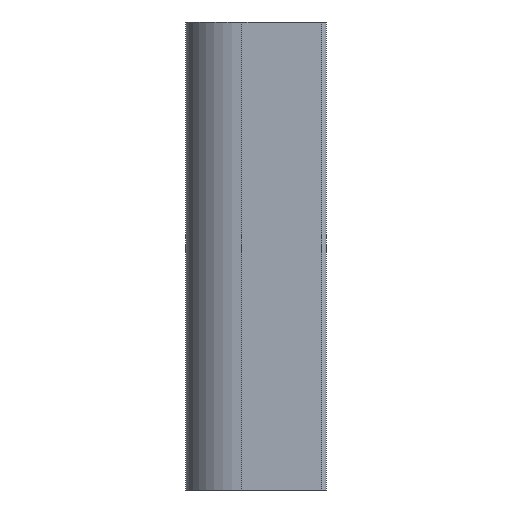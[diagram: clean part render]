
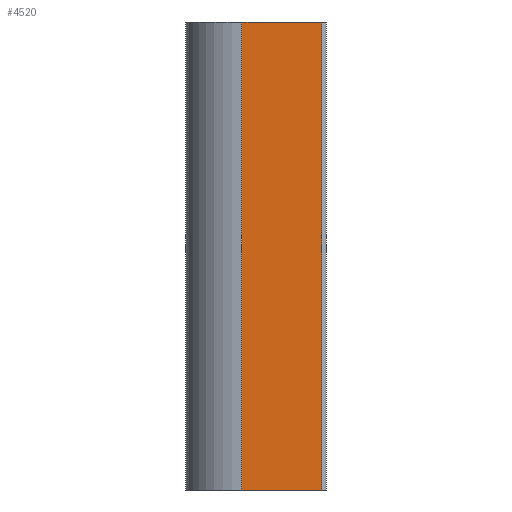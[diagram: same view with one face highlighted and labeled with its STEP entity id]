
A CAD part, front view. The second image highlights one B-rep face of the part: STEP entity #4520.
In plain terms, the highlighted face is planar.
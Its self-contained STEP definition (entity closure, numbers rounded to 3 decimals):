
#1960=CARTESIAN_POINT('',(-21.92,-3.684,-34.5)
);
#1970=VERTEX_POINT('',#1960);
#4090=CARTESIAN_POINT('',(-21.92,-20.684,-34.5));
#4100=VERTEX_POINT('',#4090);
#4130=CARTESIAN_POINT('',(-21.92,-21.684,-34.5)
);
#4140=DIRECTION('',(0.,1.,0.));
#4150=VECTOR('',#4140,1.);
#4160=LINE('',#4130,#4150);
#4170=EDGE_CURVE('',#4100,#1970,#4160,.T.);
#4220=CARTESIAN_POINT('',(-21.92,-21.684,0.));
#4230=DIRECTION('',(-1.,0.,0.));
#4240=DIRECTION('',(0.,1.,0.));
#4250=AXIS2_PLACEMENT_3D('',#4220,#4230,#4240);
#4260=PLANE('',#4250);
#4270=CARTESIAN_POINT('',(-21.92,0.,-134.5));
#4280=DIRECTION('',(0.,1.,0.));
#4290=VECTOR('',#4280,1.);
#4300=LINE('',#4270,#4290);
#4310=CARTESIAN_POINT('',(-21.92,-20.684,-134.5));
#4320=VERTEX_POINT('',#4310);
#4330=CARTESIAN_POINT('',(-21.92,-3.684,-134.5)
);
#4340=VERTEX_POINT('',#4330);
#4350=EDGE_CURVE('',#4320,#4340,#4300,.T.);
#4360=ORIENTED_EDGE('',*,*,#4350,.F.);
#4370=CARTESIAN_POINT('',(-21.92,-3.684,0.));
#4380=DIRECTION('',(0.,0.,1.));
#4390=VECTOR('',#4380,1.);
#4400=LINE('',#4370,#4390);
#4410=EDGE_CURVE('',#4340,#1970,#4400,.T.);
#4420=ORIENTED_EDGE('',*,*,#4410,.F.);
#4430=ORIENTED_EDGE('',*,*,#4170,.T.);
#4440=CARTESIAN_POINT('',(-21.92,-20.684,0.));
#4450=DIRECTION('',(0.,0.,1.));
#4460=VECTOR('',#4450,1.);
#4470=LINE('',#4440,#4460);
#4480=EDGE_CURVE('',#4320,#4100,#4470,.T.);
#4490=ORIENTED_EDGE('',*,*,#4480,.T.);
#4500=EDGE_LOOP('',(#4490,#4430,#4420,#4360));
#4510=FACE_OUTER_BOUND('',#4500,.T.);
#4520=ADVANCED_FACE('',(#4510),#4260,.T.);
